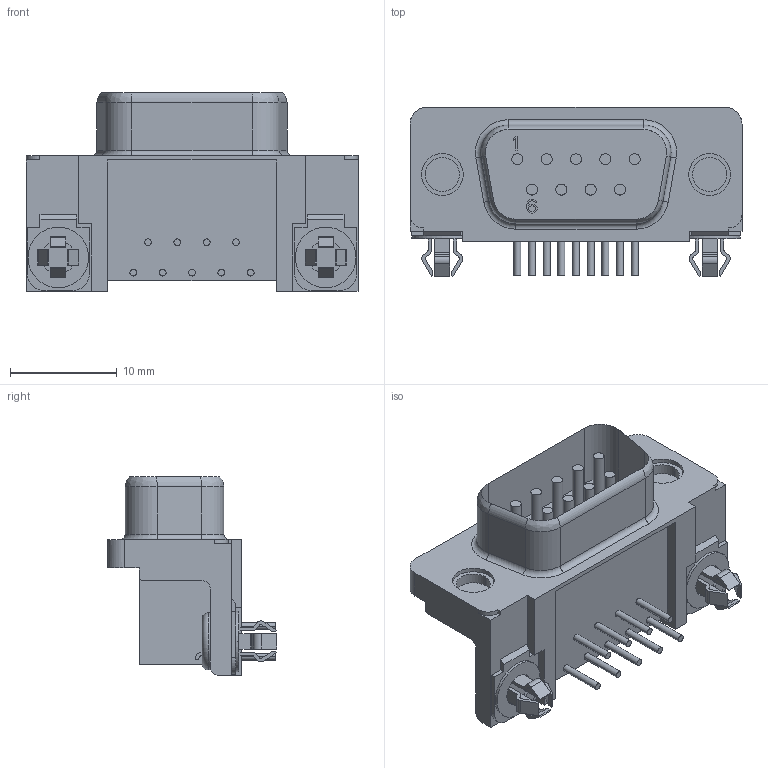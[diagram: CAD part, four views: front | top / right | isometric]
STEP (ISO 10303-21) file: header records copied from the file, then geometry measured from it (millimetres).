
FILE_DESCRIPTION((''),'2;1');
FILE_NAME('C-5747840-2','2011-12-13T',('workeradm'),('Tyco Electronics Ltd.'),'PRO/ENGINEER BY PARAMETRIC TECHNOLOGY CORPORATION, 2010430','PRO/ENGINEER BY PARAMETRIC TECHNOLOGY CORPORATION, 2010430','');
FILE_SCHEMA(('AUTOMOTIVE_DESIGN { 1 0 10303 214 1 1 1 1 }'));
Length unit declared in the file: millimetre
Products named in the file (1): C-5747840-2
Bounding box: 31.04 x 15.81 x 18.6 mm (x, y, z)
Volume: 2804.4 mm3; surface area: 2838.5 mm2
Topology: 1 solids, 3 shells, 463 faces, 1209 edges, 790 vertices
Faces by surface type: plane 293, cylinder 154, torus 12, bspline 4
Entity records: 14550 total; most frequent: CARTESIAN_POINT 2612, DIRECTION 2457, ORIENTED_EDGE 2418, EDGE_CURVE 1209, VECTOR 863, LINE 863, AXIS2_PLACEMENT_3D 797, VERTEX_POINT 790
